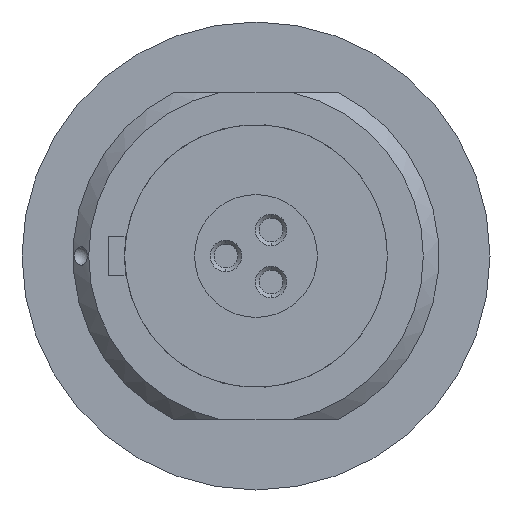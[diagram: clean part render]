
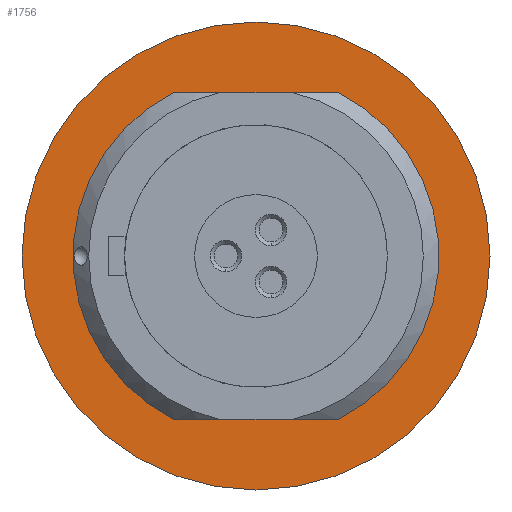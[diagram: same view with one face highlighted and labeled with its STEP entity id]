
A CAD part, left-side view. The second image highlights one B-rep face of the part: STEP entity #1756.
In plain terms, the highlighted planar face has unit normal (-1, 0, 0).
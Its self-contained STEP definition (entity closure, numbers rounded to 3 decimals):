
#244=CARTESIAN_POINT('',(-5.1,0.,0.));
#245=DIRECTION('',(-1.,0.,0.));
#246=DIRECTION('',(0.,1.,0.));
#247=AXIS2_PLACEMENT_3D('',#244,#245,#246);
#249=CARTESIAN_POINT('',(-5.1,0.,0.));
#250=DIRECTION('',(1.,0.,0.));
#251=DIRECTION('',(0.,1.,0.));
#252=AXIS2_PLACEMENT_3D('',#249,#250,#251);
#254=DIRECTION('',(0.,1.,0.));
#255=VECTOR('',#254,6.305);
#256=CARTESIAN_POINT('',(-5.1,-3.152,-6.25));
#257=LINE('',#256,#255);
#262=CARTESIAN_POINT('',(-5.1,0.,0.));
#263=DIRECTION('',(1.,0.,0.));
#264=DIRECTION('',(0.,0.45,-0.893));
#265=AXIS2_PLACEMENT_3D('',#262,#263,#264);
#271=CARTESIAN_POINT('',(-5.1,0.,0.));
#272=DIRECTION('',(1.,0.,0.));
#273=DIRECTION('',(0.,-0.45,0.893));
#274=AXIS2_PLACEMENT_3D('',#271,#272,#273);
#398=DIRECTION('',(0.,1.,0.));
#399=VECTOR('',#398,6.305);
#400=CARTESIAN_POINT('',(-5.1,-3.152,6.25));
#401=LINE('',#400,#399);
#1355=CARTESIAN_POINT('',(-5.1,-3.152,-6.25));
#1356=CARTESIAN_POINT('',(-5.1,3.152,-6.25));
#1357=VERTEX_POINT('',#1355);
#1358=VERTEX_POINT('',#1356);
#1359=CARTESIAN_POINT('',(-5.1,-3.152,6.25));
#1360=CARTESIAN_POINT('',(-5.1,3.152,6.25));
#1361=VERTEX_POINT('',#1359);
#1362=VERTEX_POINT('',#1360);
#1385=CARTESIAN_POINT('',(-5.1,8.95,0.));
#1386=CARTESIAN_POINT('',(-5.1,-8.95,0.));
#1387=VERTEX_POINT('',#1385);
#1388=VERTEX_POINT('',#1386);
#1737=CARTESIAN_POINT('',(-5.1,0.,0.));
#1738=DIRECTION('',(1.,0.,0.));
#1739=DIRECTION('',(0.,-1.,0.));
#1740=AXIS2_PLACEMENT_3D('',#1737,#1738,#1739);
#1741=PLANE('',#1740);
#1742=ORIENTED_EDGE('',*,*,#1719,.F.);
#1743=ORIENTED_EDGE('',*,*,#1704,.T.);
#1744=EDGE_LOOP('',(#1742,#1743));
#1745=FACE_OUTER_BOUND('',#1744,.F.);
#1747=ORIENTED_EDGE('',*,*,#1746,.F.);
#1749=ORIENTED_EDGE('',*,*,#1748,.F.);
#1751=ORIENTED_EDGE('',*,*,#1750,.F.);
#1753=ORIENTED_EDGE('',*,*,#1752,.T.);
#1754=EDGE_LOOP('',(#1747,#1749,#1751,#1753));
#1755=FACE_BOUND('',#1754,.F.);
#1756=ADVANCED_FACE('',(#1745,#1755),#1741,.F.);
#248=CIRCLE('',#247,8.95);
#253=CIRCLE('',#252,8.95);
#266=CIRCLE('',#265,7.);
#275=CIRCLE('',#274,7.);
#1704=EDGE_CURVE('',#1387,#1388,#253,.T.);
#1719=EDGE_CURVE('',#1387,#1388,#248,.T.);
#1746=EDGE_CURVE('',#1358,#1362,#266,.T.);
#1748=EDGE_CURVE('',#1357,#1358,#257,.T.);
#1750=EDGE_CURVE('',#1361,#1357,#275,.T.);
#1752=EDGE_CURVE('',#1361,#1362,#401,.T.);
